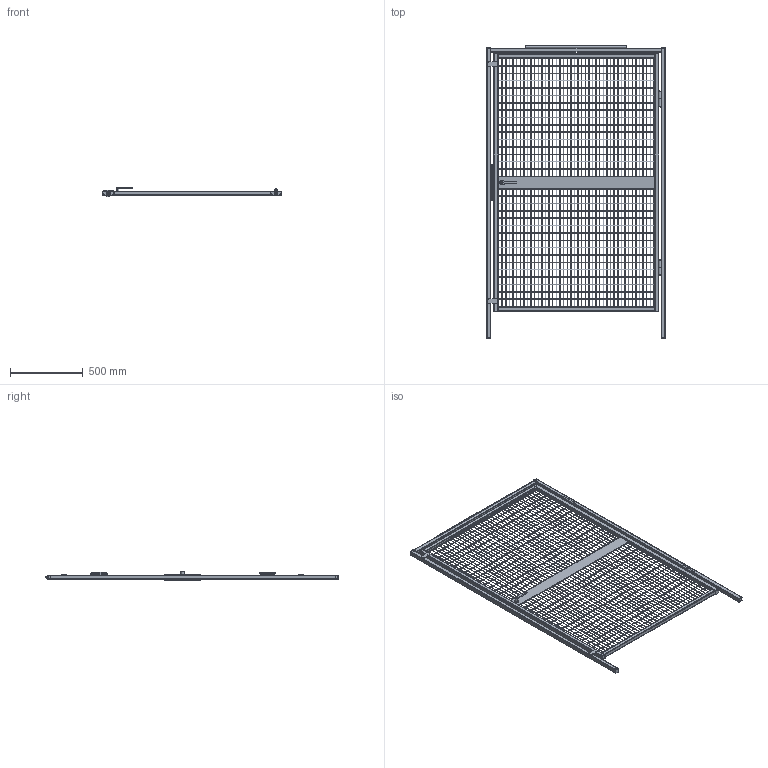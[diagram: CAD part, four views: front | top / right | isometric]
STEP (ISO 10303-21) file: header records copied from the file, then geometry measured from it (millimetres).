
FILE_DESCRIPTION (( 'STEP AP214' ), '1' );
FILE_NAME ('0010837.step', '2022-08-11T12:59:10', ( '' ), ( '' ), 'SwSTEP 2.0', 'SolidWorks 2020', '' );
FILE_SCHEMA (( 'AUTOMOTIVE_DESIGN' ));
Length unit declared in the file: millimetre
Products named in the file (1): 0010837
Bounding box: 1230 x 2010 x 63 mm (x, y, z)
Surface area: 3756062.4 mm2 (no closed solid volume)
Topology: 0 solids, 162 shells, 1421 faces, 2963 edges, 1884 vertices
Faces by surface type: plane 675, cylinder 584, bspline 80, cone 50, torus 32
Entity records: 65259 total; most frequent: CARTESIAN_POINT 17266, DIRECTION 6861, ORIENTED_EDGE 5870, EDGE_CURVE 2939, AXIS2_PLACEMENT_3D 2703, VERTEX_POINT 1884, UNCERTAINTY_MEASURE_WITH_UNIT 1581, PRESENTATION_LAYER_ASSIGNMENT 1580
